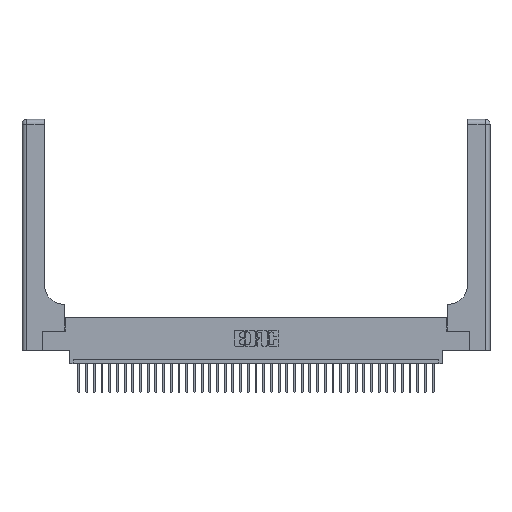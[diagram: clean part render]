
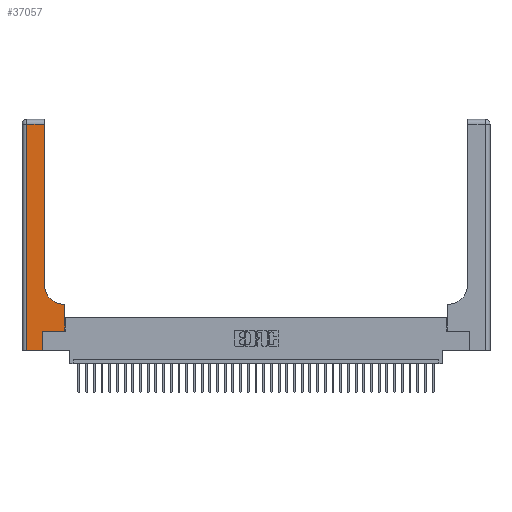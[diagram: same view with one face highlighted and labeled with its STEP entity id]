
A CAD part, top view. The second image highlights one B-rep face of the part: STEP entity #37057.
In plain terms, the highlighted planar face has unit normal (0, 0, 1).
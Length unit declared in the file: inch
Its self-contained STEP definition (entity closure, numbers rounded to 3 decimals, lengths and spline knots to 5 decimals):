
#397 = CARTESIAN_POINT ( 'NONE',  ( 0.269, 0., 0.37 ) ) ;
#1630 = CARTESIAN_POINT ( 'NONE',  ( 0.5585, 0.6, 0.37 ) ) ;
#1719 = VECTOR ( 'NONE', #19095, 39.37008 ) ;
#2007 = VERTEX_POINT ( 'NONE', #17611 ) ;
#2049 = VERTEX_POINT ( 'NONE', #27220 ) ;
#3151 = LINE ( 'NONE', #7225, #1719 ) ;
#4173 = DIRECTION ( 'NONE',  ( 0., 1., 0. ) ) ;
#4229 = AXIS2_PLACEMENT_3D ( 'NONE', #11950, #39855, #14806 ) ;
#4980 = PLANE ( 'NONE',  #5486 ) ;
#5486 = AXIS2_PLACEMENT_3D ( 'NONE', #30106, #36474, #36204 ) ;
#5780 = EDGE_CURVE ( 'NONE', #32506, #17420, #12363, .T. ) ;
#5795 = LINE ( 'NONE', #31558, #27051 ) ;
#6052 = LINE ( 'NONE', #16260, #15281 ) ;
#6477 = VECTOR ( 'NONE', #29705, 39.37008 ) ;
#6563 = EDGE_CURVE ( 'NONE', #20276, #24083, #6052, .T. ) ;
#7225 = CARTESIAN_POINT ( 'NONE',  ( 0.06, 3., 0.37 ) ) ;
#7241 = DIRECTION ( 'NONE',  ( -1., 0., 0. ) ) ;
#7783 = ORIENTED_EDGE ( 'NONE', *, *, #6563, .T. ) ;
#8411 = VERTEX_POINT ( 'NONE', #1630 ) ;
#8728 = CARTESIAN_POINT ( 'NONE',  ( 0., 2.94, 0.37 ) ) ;
#8861 = DIRECTION ( 'NONE',  ( -1., 0., 0. ) ) ;
#10159 = VECTOR ( 'NONE', #20932, 39.37008 ) ;
#10822 = DIRECTION ( 'NONE',  ( 0., 1., 0. ) ) ;
#11950 = CARTESIAN_POINT ( 'NONE',  ( 0.5415, 0.85, 0.37 ) ) ;
#12363 = LINE ( 'NONE', #8728, #17257 ) ;
#12955 = ORIENTED_EDGE ( 'NONE', *, *, #24673, .T. ) ;
#14082 = ORIENTED_EDGE ( 'NONE', *, *, #26949, .T. ) ;
#14616 = LINE ( 'NONE', #32729, #30559 ) ;
#14806 = DIRECTION ( 'NONE',  ( 1., 0., 0. ) ) ;
#15281 = VECTOR ( 'NONE', #4173, 39.37008 ) ;
#15383 = CARTESIAN_POINT ( 'NONE',  ( 0.269, 0.25, 0.37 ) ) ;
#16260 = CARTESIAN_POINT ( 'NONE',  ( 0.269, 0., 0.37 ) ) ;
#16681 = CARTESIAN_POINT ( 'NONE',  ( 0.5585, 0.25, 0.37 ) ) ;
#17257 = VECTOR ( 'NONE', #8861, 39.37008 ) ;
#17283 = ORIENTED_EDGE ( 'NONE', *, *, #39345, .T. ) ;
#17420 = VERTEX_POINT ( 'NONE', #30971 ) ;
#17421 = CIRCLE ( 'NONE', #4229, 0.25 ) ;
#17611 = CARTESIAN_POINT ( 'NONE',  ( 0.5415, 0.6, 0.37 ) ) ;
#18106 = LINE ( 'NONE', #35964, #39247 ) ;
#18434 = EDGE_CURVE ( 'NONE', #34643, #8411, #33113, .T. ) ;
#18503 = LINE ( 'NONE', #15383, #10159 ) ;
#19095 = DIRECTION ( 'NONE',  ( 0., -1., 0. ) ) ;
#19591 = ORIENTED_EDGE ( 'NONE', *, *, #5780, .T. ) ;
#20276 = VERTEX_POINT ( 'NONE', #397 ) ;
#20932 = DIRECTION ( 'NONE',  ( 1., 0., 0. ) ) ;
#21473 = CARTESIAN_POINT ( 'NONE',  ( 0.269, 0.25, 0.37 ) ) ;
#21723 = CARTESIAN_POINT ( 'NONE',  ( 0.06, 0., 0.37 ) ) ;
#23353 = EDGE_CURVE ( 'NONE', #24083, #34643, #18503, .T. ) ;
#23399 = DIRECTION ( 'NONE',  ( 1., 0., 0. ) ) ;
#24083 = VERTEX_POINT ( 'NONE', #21473 ) ;
#24147 = VERTEX_POINT ( 'NONE', #21723 ) ;
#24454 = FACE_OUTER_BOUND ( 'NONE', #34025, .T. ) ;
#24673 = EDGE_CURVE ( 'NONE', #2007, #2049, #17421, .T. ) ;
#26949 = EDGE_CURVE ( 'NONE', #17420, #24147, #3151, .T. ) ;
#27051 = VECTOR ( 'NONE', #7241, 39.37008 ) ;
#27220 = CARTESIAN_POINT ( 'NONE',  ( 0.2915, 0.85, 0.37 ) ) ;
#29705 = DIRECTION ( 'NONE',  ( 0., 1., 0. ) ) ;
#30106 = CARTESIAN_POINT ( 'NONE',  ( 0., 3., 0.37 ) ) ;
#30559 = VECTOR ( 'NONE', #10822, 39.37008 ) ;
#30971 = CARTESIAN_POINT ( 'NONE',  ( 0.06, 2.94, 0.37 ) ) ;
#31558 = CARTESIAN_POINT ( 'NONE',  ( 0.2915, 0.6, 0.37 ) ) ;
#31895 = ORIENTED_EDGE ( 'NONE', *, *, #35279, .T. ) ;
#32506 = VERTEX_POINT ( 'NONE', #35510 ) ;
#32729 = CARTESIAN_POINT ( 'NONE',  ( 0.2915, 3., 0.37 ) ) ;
#32945 = EDGE_CURVE ( 'NONE', #2049, #32506, #14616, .T. ) ;
#33113 = LINE ( 'NONE', #34871, #6477 ) ;
#34025 = EDGE_LOOP ( 'NONE', ( #37725, #19591, #14082, #17283, #7783, #37260, #34914, #31895, #12955 ) ) ;
#34643 = VERTEX_POINT ( 'NONE', #16681 ) ;
#34871 = CARTESIAN_POINT ( 'NONE',  ( 0.5585, 0.25, 0.37 ) ) ;
#34914 = ORIENTED_EDGE ( 'NONE', *, *, #18434, .T. ) ;
#35279 = EDGE_CURVE ( 'NONE', #8411, #2007, #5795, .T. ) ;
#35510 = CARTESIAN_POINT ( 'NONE',  ( 0.2915, 2.94, 0.37 ) ) ;
#35964 = CARTESIAN_POINT ( 'NONE',  ( 0., 0., 0.37 ) ) ;
#36204 = DIRECTION ( 'NONE',  ( -1., 0., 0. ) ) ;
#36474 = DIRECTION ( 'NONE',  ( 0., 0., -1. ) ) ;
#37057 = ADVANCED_FACE ( 'NONE', ( #24454 ), #4980, .F. ) ;
#37260 = ORIENTED_EDGE ( 'NONE', *, *, #23353, .T. ) ;
#37725 = ORIENTED_EDGE ( 'NONE', *, *, #32945, .T. ) ;
#39247 = VECTOR ( 'NONE', #23399, 39.37008 ) ;
#39345 = EDGE_CURVE ( 'NONE', #24147, #20276, #18106, .T. ) ;
#39855 = DIRECTION ( 'NONE',  ( 0., 0., -1. ) ) ;
